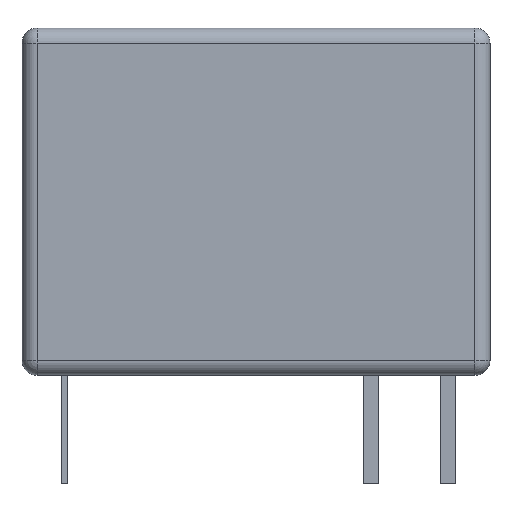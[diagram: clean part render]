
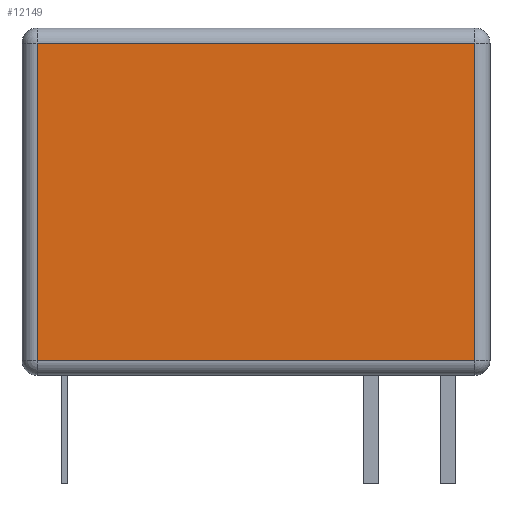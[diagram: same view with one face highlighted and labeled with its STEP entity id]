
A CAD part, front view. The second image highlights one B-rep face of the part: STEP entity #12149.
In plain terms, the highlighted planar face has unit normal (0, -1, 0).
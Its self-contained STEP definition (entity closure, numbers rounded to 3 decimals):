
#1032 = CARTESIAN_POINT ( 'NONE',  ( 7.25, -5.5, 11.5 ) ) ;
#1292 = CARTESIAN_POINT ( 'NONE',  ( -7.25, -5.5, 11.5 ) ) ;
#2259 = DIRECTION ( 'NONE',  ( -1., 0., 0. ) ) ;
#2388 = DIRECTION ( 'NONE',  ( 0., 0., -1. ) ) ;
#2398 = CARTESIAN_POINT ( 'NONE',  ( -7.75, -5.5, 0.5 ) ) ;
#2815 = VERTEX_POINT ( 'NONE', #15294 ) ;
#4103 = VECTOR ( 'NONE', #2388, 1000. ) ;
#5806 = DIRECTION ( 'NONE',  ( 0., 0., 1. ) ) ;
#5943 = EDGE_CURVE ( 'NONE', #12246, #9192, #12838, .T. ) ;
#6547 = DIRECTION ( 'NONE',  ( 0., 1., 0. ) ) ;
#6851 = AXIS2_PLACEMENT_3D ( 'NONE', #12726, #6547, #11285 ) ;
#7603 = CARTESIAN_POINT ( 'NONE',  ( 7.25, -5.5, 0.5 ) ) ;
#7668 = ORIENTED_EDGE ( 'NONE', *, *, #5943, .T. ) ;
#8387 = CARTESIAN_POINT ( 'NONE',  ( -7.25, -5.5, 0.5 ) ) ;
#8396 = VECTOR ( 'NONE', #5806, 1000. ) ;
#9192 = VERTEX_POINT ( 'NONE', #14171 ) ;
#9996 = EDGE_CURVE ( 'NONE', #2815, #15339, #12939, .T. ) ;
#10098 = CARTESIAN_POINT ( 'NONE',  ( -7.75, -5.5, 11. ) ) ;
#10502 = LINE ( 'NONE', #2398, #13238 ) ;
#11285 = DIRECTION ( 'NONE',  ( 0., 0., 1. ) ) ;
#11289 = VECTOR ( 'NONE', #2259, 1000. ) ;
#12149 = ADVANCED_FACE ( 'NONE', ( #13669 ), #13602, .F. ) ;
#12246 = VERTEX_POINT ( 'NONE', #7603 ) ;
#12726 = CARTESIAN_POINT ( 'NONE',  ( -7.75, -5.5, 11.5 ) ) ;
#12838 = LINE ( 'NONE', #1032, #8396 ) ;
#12939 = LINE ( 'NONE', #1292, #4103 ) ;
#13238 = VECTOR ( 'NONE', #15187, 1000. ) ;
#13352 = ORIENTED_EDGE ( 'NONE', *, *, #9996, .T. ) ;
#13464 = EDGE_CURVE ( 'NONE', #15339, #12246, #10502, .T. ) ;
#13602 = PLANE ( 'NONE',  #6851 ) ;
#13669 = FACE_OUTER_BOUND ( 'NONE', #15324, .T. ) ;
#13779 = LINE ( 'NONE', #10098, #11289 ) ;
#14171 = CARTESIAN_POINT ( 'NONE',  ( 7.25, -5.5, 11. ) ) ;
#14879 = EDGE_CURVE ( 'NONE', #9192, #2815, #13779, .T. ) ;
#14940 = ORIENTED_EDGE ( 'NONE', *, *, #14879, .T. ) ;
#15187 = DIRECTION ( 'NONE',  ( 1., 0., 0. ) ) ;
#15294 = CARTESIAN_POINT ( 'NONE',  ( -7.25, -5.5, 11. ) ) ;
#15309 = ORIENTED_EDGE ( 'NONE', *, *, #13464, .T. ) ;
#15324 = EDGE_LOOP ( 'NONE', ( #15309, #7668, #14940, #13352 ) ) ;
#15339 = VERTEX_POINT ( 'NONE', #8387 ) ;
